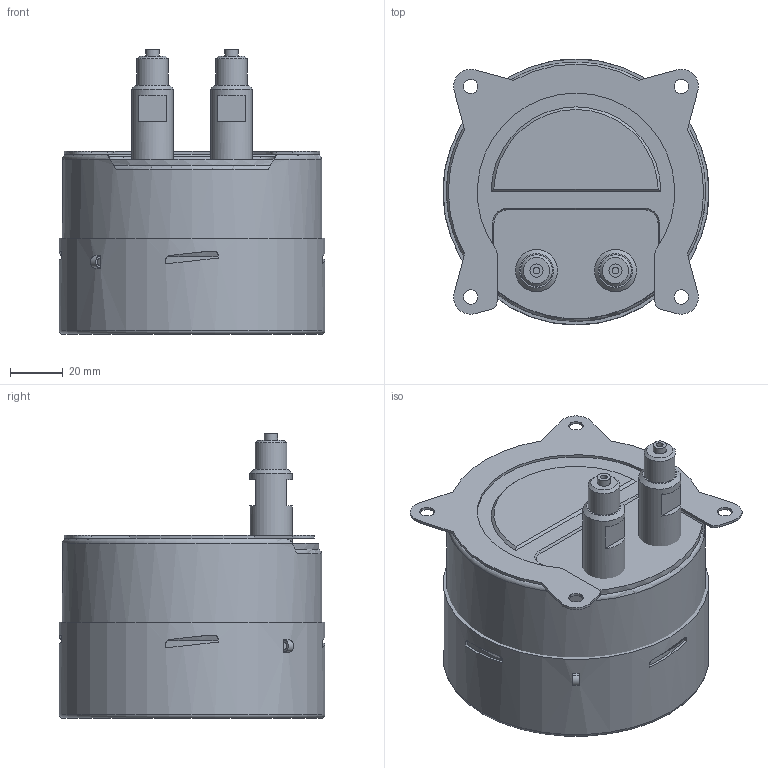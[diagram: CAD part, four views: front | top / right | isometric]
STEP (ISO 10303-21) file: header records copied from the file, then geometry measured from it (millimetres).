
FILE_DESCRIPTION(/* description */ ('ТМ2ж-520ТЭКТ'),/* implementation_level */ '2;1');
FILE_NAME(/* name */ 'ТМ2ж-520ТЭКТ.stp',/* time_stamp */ '2023-08-21T14:41:34+03:00',/* author */ ('Tech'),/* organization */ (''),/* preprocessor_version */ 'ST-DEVELOPER v18.1',/* originating_system */ 'Autodesk Inventor 2021',/* authorisation */ '');
FILE_SCHEMA (('AUTOMOTIVE_DESIGN { 1 0 10303 214 3 1 1 }'));
Length unit declared in the file: millimetre
Products named in the file (1): ТМ2ж-520ТЭКТ
Bounding box: 101 x 101 x 108.2 mm (x, y, z)
Volume: 528473.5 mm3; surface area: 74748.5 mm2
Topology: 4 solids, 5 shells, 592 faces, 1543 edges, 1037 vertices
Faces by surface type: plane 450, cylinder 79, bspline 23, cone 23, torus 17
Full cylindrical faces by diameter (mm): 0.99 x1, 2.093 x1, 2.5 x2, 3 x2, 4.143 x1, 5 x2, 5.5 x4, 12 x2, 16 x2, 87 x1, 96.5 x1, 98.5 x1, 101 x1
Entity records: 18548 total; most frequent: CARTESIAN_POINT 3808, ORIENTED_EDGE 3082, DIRECTION 2899, EDGE_CURVE 1541, LINE 1153, VECTOR 1153, VERTEX_POINT 1037, AXIS2_PLACEMENT_3D 873
